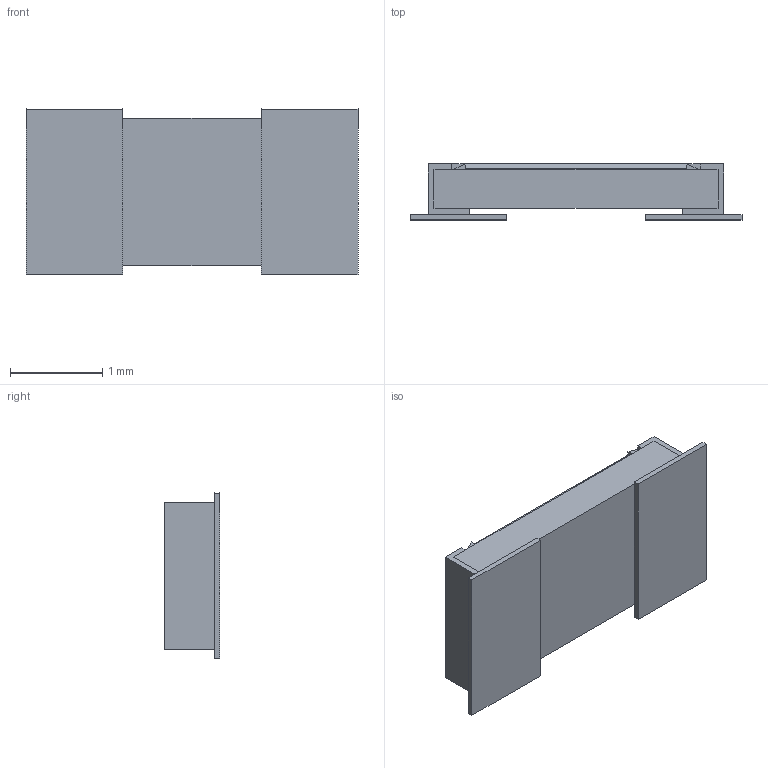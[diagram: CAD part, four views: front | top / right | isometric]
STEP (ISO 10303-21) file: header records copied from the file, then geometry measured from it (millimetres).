
FILE_DESCRIPTION (( 'STEP AP214' ), '1' );
FILE_NAME ('RCA12060000ZSEA.STEP', '2022-12-16T19:11:54', ( '' ), ( '' ), 'SwSTEP 2.0', 'SolidWorks 2022', '' );
FILE_SCHEMA (( 'AUTOMOTIVE_DESIGN' ));
Length unit declared in the file: millimetre
Products named in the file (1): RCA12060000ZSEA
Bounding box: 3.6 x 0.61 x 1.8 mm (x, y, z)
Volume: 2.8 mm3; surface area: 20.7 mm2
Topology: 1 solids, 1 shells, 54 faces, 138 edges, 88 vertices
Faces by surface type: plane 54
Entity records: 2126 total; most frequent: CARTESIAN_POINT 281, ORIENTED_EDGE 276, DIRECTION 248, EDGE_CURVE 138, VECTOR 138, LINE 138, VERTEX_POINT 88, EDGE_LOOP 56
